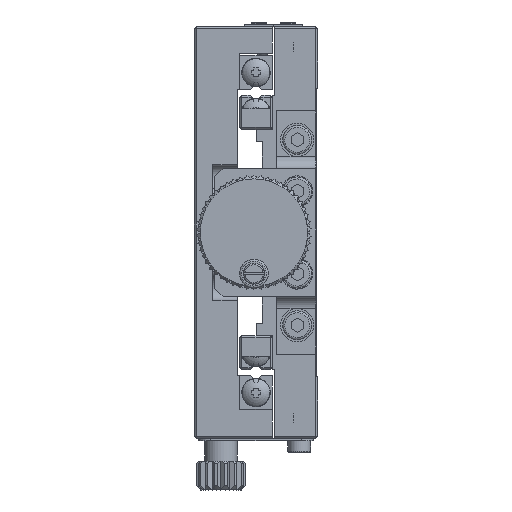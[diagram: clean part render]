
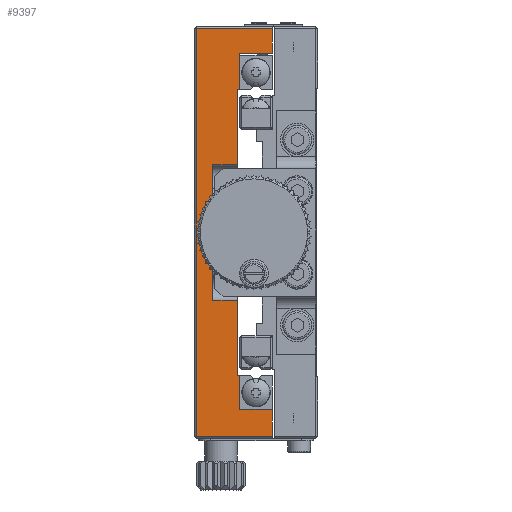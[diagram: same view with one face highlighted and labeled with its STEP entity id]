
A CAD part, left-side view. The second image highlights one B-rep face of the part: STEP entity #9397.
In plain terms, the highlighted planar face has unit normal (-1, 0, 0).
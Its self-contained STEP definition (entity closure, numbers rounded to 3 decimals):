
#52 = EDGE_CURVE ( 'NONE', #59712, #45205, #16132, .T. ) ;
#1869 = DIRECTION ( 'NONE',  ( 0., 0., -1. ) ) ;
#1978 = EDGE_CURVE ( 'NONE', #68866, #76180, #60843, .T. ) ;
#2338 = VECTOR ( 'NONE', #13328, 1000. ) ;
#2741 = DIRECTION ( 'NONE',  ( 0., 0., -1. ) ) ;
#2827 = DIRECTION ( 'NONE',  ( 0., 0., -1. ) ) ;
#3568 = VERTEX_POINT ( 'NONE', #61820 ) ;
#3972 = CARTESIAN_POINT ( 'NONE',  ( -200., 11., 16.5 ) ) ;
#4084 = CARTESIAN_POINT ( 'NONE',  ( -200., 11., 49.5 ) ) ;
#4623 = LINE ( 'NONE', #28162, #67754 ) ;
#4860 = LINE ( 'NONE', #29987, #75254 ) ;
#5699 = DIRECTION ( 'NONE',  ( 0., 1., 0. ) ) ;
#6396 = DIRECTION ( 'NONE',  ( 0., 0., -1. ) ) ;
#6665 = ORIENTED_EDGE ( 'NONE', *, *, #46723, .F. ) ;
#7150 = VECTOR ( 'NONE', #1869, 1000. ) ;
#7542 = DIRECTION ( 'NONE',  ( 0., 1., 0. ) ) ;
#8162 = DIRECTION ( 'NONE',  ( 0., -1., 0. ) ) ;
#9083 = VECTOR ( 'NONE', #16519, 1000. ) ;
#9245 = ORIENTED_EDGE ( 'NONE', *, *, #58199, .F. ) ;
#9397 = ADVANCED_FACE ( 'NONE', ( #53019 ), #41224, .F. ) ;
#9649 = EDGE_CURVE ( 'NONE', #45205, #50261, #63890, .T. ) ;
#9930 = ORIENTED_EDGE ( 'NONE', *, *, #72295, .F. ) ;
#10013 = LINE ( 'NONE', #46518, #50621 ) ;
#10023 = DIRECTION ( 'NONE',  ( 0., 0., -1. ) ) ;
#10739 = VERTEX_POINT ( 'NONE', #79255 ) ;
#12203 = VECTOR ( 'NONE', #26787, 1000. ) ;
#13262 = CARTESIAN_POINT ( 'NONE',  ( -200., 25.5, -16.5 ) ) ;
#13328 = DIRECTION ( 'NONE',  ( 0., 0., 1. ) ) ;
#15266 = ORIENTED_EDGE ( 'NONE', *, *, #72058, .F. ) ;
#15758 = CARTESIAN_POINT ( 'NONE',  ( -200., 11., -43. ) ) ;
#16096 = DIRECTION ( 'NONE',  ( 1., 0., 0. ) ) ;
#16132 = LINE ( 'NONE', #3972, #9083 ) ;
#16519 = DIRECTION ( 'NONE',  ( 0., 1., 0. ) ) ;
#16924 = CARTESIAN_POINT ( 'NONE',  ( -200., 29.5, -49.5 ) ) ;
#19476 = CARTESIAN_POINT ( 'NONE',  ( -200., 19., 43.5 ) ) ;
#19555 = EDGE_CURVE ( 'NONE', #75285, #70107, #60053, .T. ) ;
#20290 = LINE ( 'NONE', #57612, #12203 ) ;
#20454 = ORIENTED_EDGE ( 'NONE', *, *, #66365, .F. ) ;
#21376 = AXIS2_PLACEMENT_3D ( 'NONE', #77750, #16096, #10023 ) ;
#21661 = EDGE_CURVE ( 'NONE', #76180, #59712, #52222, .T. ) ;
#21700 = EDGE_CURVE ( 'NONE', #32791, #68866, #10013, .T. ) ;
#23133 = VECTOR ( 'NONE', #6396, 1000. ) ;
#23898 = EDGE_CURVE ( 'NONE', #77047, #42344, #4860, .T. ) ;
#24858 = CARTESIAN_POINT ( 'NONE',  ( -200., 25.5, 16.5 ) ) ;
#25778 = LINE ( 'NONE', #26187, #29852 ) ;
#26187 = CARTESIAN_POINT ( 'NONE',  ( -200., 11., -49.5 ) ) ;
#26460 = CARTESIAN_POINT ( 'NONE',  ( -200., 19., -34.7 ) ) ;
#26578 = VECTOR ( 'NONE', #8162, 1000. ) ;
#26787 = DIRECTION ( 'NONE',  ( 0., 0., -1. ) ) ;
#27007 = CARTESIAN_POINT ( 'NONE',  ( -200., 19.5, -34.7 ) ) ;
#27882 = CARTESIAN_POINT ( 'NONE',  ( -200., 19.5, 0. ) ) ;
#28162 = CARTESIAN_POINT ( 'NONE',  ( -200., 11., 43.5 ) ) ;
#28834 = CARTESIAN_POINT ( 'NONE',  ( -200., 19.5, 0. ) ) ;
#29369 = VECTOR ( 'NONE', #5699, 1000. ) ;
#29700 = VERTEX_POINT ( 'NONE', #16924 ) ;
#29852 = VECTOR ( 'NONE', #7542, 1000. ) ;
#29987 = CARTESIAN_POINT ( 'NONE',  ( -200., 11., -43. ) ) ;
#30050 = VERTEX_POINT ( 'NONE', #41168 ) ;
#31880 = CARTESIAN_POINT ( 'NONE',  ( -200., 11., 49.5 ) ) ;
#32791 = VERTEX_POINT ( 'NONE', #19476 ) ;
#33062 = LINE ( 'NONE', #57811, #51137 ) ;
#33250 = CARTESIAN_POINT ( 'NONE',  ( -200., 19.5, 34.7 ) ) ;
#33946 = VERTEX_POINT ( 'NONE', #31880 ) ;
#34699 = EDGE_CURVE ( 'NONE', #29700, #3568, #70105, .T. ) ;
#35871 = EDGE_LOOP ( 'NONE', ( #57241, #54453, #58711, #41591, #15266, #9245, #41882, #20454, #74168, #60435, #79994, #6665, #38632, #9930, #47751, #37577 ) ) ;
#37577 = ORIENTED_EDGE ( 'NONE', *, *, #52, .F. ) ;
#37609 = LINE ( 'NONE', #68029, #23133 ) ;
#38632 = ORIENTED_EDGE ( 'NONE', *, *, #19555, .F. ) ;
#40115 = CARTESIAN_POINT ( 'NONE',  ( -200., 19., 0. ) ) ;
#40983 = DIRECTION ( 'NONE',  ( 0., -1., 0. ) ) ;
#41168 = CARTESIAN_POINT ( 'NONE',  ( -200., 11., 43.5 ) ) ;
#41191 = CARTESIAN_POINT ( 'NONE',  ( -200., 19.5, 16.5 ) ) ;
#41224 = PLANE ( 'NONE',  #21376 ) ;
#41591 = ORIENTED_EDGE ( 'NONE', *, *, #44298, .F. ) ;
#41882 = ORIENTED_EDGE ( 'NONE', *, *, #34699, .F. ) ;
#42344 = VERTEX_POINT ( 'NONE', #15758 ) ;
#44244 = LINE ( 'NONE', #68971, #26578 ) ;
#44298 = EDGE_CURVE ( 'NONE', #30050, #32791, #4623, .T. ) ;
#44857 = CARTESIAN_POINT ( 'NONE',  ( -200., 25.5, 0. ) ) ;
#45205 = VERTEX_POINT ( 'NONE', #24858 ) ;
#46518 = CARTESIAN_POINT ( 'NONE',  ( -200., 19., 0. ) ) ;
#46723 = EDGE_CURVE ( 'NONE', #70107, #51078, #44244, .T. ) ;
#47612 = DIRECTION ( 'NONE',  ( 0., 1., 0. ) ) ;
#47751 = ORIENTED_EDGE ( 'NONE', *, *, #9649, .F. ) ;
#48702 = CARTESIAN_POINT ( 'NONE',  ( -200., 19., 34.7 ) ) ;
#50261 = VERTEX_POINT ( 'NONE', #13262 ) ;
#50621 = VECTOR ( 'NONE', #2741, 1000. ) ;
#51078 = VERTEX_POINT ( 'NONE', #26460 ) ;
#51137 = VECTOR ( 'NONE', #55108, 1000. ) ;
#52222 = LINE ( 'NONE', #27882, #79088 ) ;
#53019 = FACE_OUTER_BOUND ( 'NONE', #35871, .T. ) ;
#53565 = DIRECTION ( 'NONE',  ( 0., -1., 0. ) ) ;
#53761 = EDGE_CURVE ( 'NONE', #51078, #77047, #65250, .T. ) ;
#53975 = DIRECTION ( 'NONE',  ( 0., 0., -1. ) ) ;
#54453 = ORIENTED_EDGE ( 'NONE', *, *, #1978, .F. ) ;
#54820 = CARTESIAN_POINT ( 'NONE',  ( -200., 19., -43. ) ) ;
#55108 = DIRECTION ( 'NONE',  ( 0., -1., 0. ) ) ;
#57241 = ORIENTED_EDGE ( 'NONE', *, *, #21661, .F. ) ;
#57264 = EDGE_CURVE ( 'NONE', #42344, #10739, #37609, .T. ) ;
#57612 = CARTESIAN_POINT ( 'NONE',  ( -200., 11., 0. ) ) ;
#57811 = CARTESIAN_POINT ( 'NONE',  ( -200., 11., -16.5 ) ) ;
#57930 = CARTESIAN_POINT ( 'NONE',  ( -200., 29.5, -50. ) ) ;
#58199 = EDGE_CURVE ( 'NONE', #3568, #33946, #59639, .T. ) ;
#58711 = ORIENTED_EDGE ( 'NONE', *, *, #21700, .F. ) ;
#59639 = LINE ( 'NONE', #4084, #60758 ) ;
#59712 = VERTEX_POINT ( 'NONE', #41191 ) ;
#60053 = LINE ( 'NONE', #28834, #65870 ) ;
#60435 = ORIENTED_EDGE ( 'NONE', *, *, #23898, .F. ) ;
#60758 = VECTOR ( 'NONE', #53565, 1000. ) ;
#60843 = LINE ( 'NONE', #48702, #29369 ) ;
#61820 = CARTESIAN_POINT ( 'NONE',  ( -200., 29.5, 49.5 ) ) ;
#63890 = LINE ( 'NONE', #44857, #7150 ) ;
#64754 = DIRECTION ( 'NONE',  ( 0., 0., -1. ) ) ;
#65250 = LINE ( 'NONE', #40115, #68059 ) ;
#65870 = VECTOR ( 'NONE', #53975, 1000. ) ;
#66365 = EDGE_CURVE ( 'NONE', #10739, #29700, #25778, .T. ) ;
#67754 = VECTOR ( 'NONE', #47612, 1000. ) ;
#68029 = CARTESIAN_POINT ( 'NONE',  ( -200., 11., 0. ) ) ;
#68059 = VECTOR ( 'NONE', #2827, 1000. ) ;
#68866 = VERTEX_POINT ( 'NONE', #71587 ) ;
#68971 = CARTESIAN_POINT ( 'NONE',  ( -200., 19.5, -34.7 ) ) ;
#70105 = LINE ( 'NONE', #57930, #2338 ) ;
#70107 = VERTEX_POINT ( 'NONE', #27007 ) ;
#71235 = CARTESIAN_POINT ( 'NONE',  ( -200., 19.5, -16.5 ) ) ;
#71587 = CARTESIAN_POINT ( 'NONE',  ( -200., 19., 34.7 ) ) ;
#72058 = EDGE_CURVE ( 'NONE', #33946, #30050, #20290, .T. ) ;
#72295 = EDGE_CURVE ( 'NONE', #50261, #75285, #33062, .T. ) ;
#74168 = ORIENTED_EDGE ( 'NONE', *, *, #57264, .F. ) ;
#75254 = VECTOR ( 'NONE', #40983, 1000. ) ;
#75285 = VERTEX_POINT ( 'NONE', #71235 ) ;
#76180 = VERTEX_POINT ( 'NONE', #33250 ) ;
#77047 = VERTEX_POINT ( 'NONE', #54820 ) ;
#77750 = CARTESIAN_POINT ( 'NONE',  ( -200., 11., 0. ) ) ;
#79088 = VECTOR ( 'NONE', #64754, 1000. ) ;
#79255 = CARTESIAN_POINT ( 'NONE',  ( -200., 11., -49.5 ) ) ;
#79994 = ORIENTED_EDGE ( 'NONE', *, *, #53761, .F. ) ;
